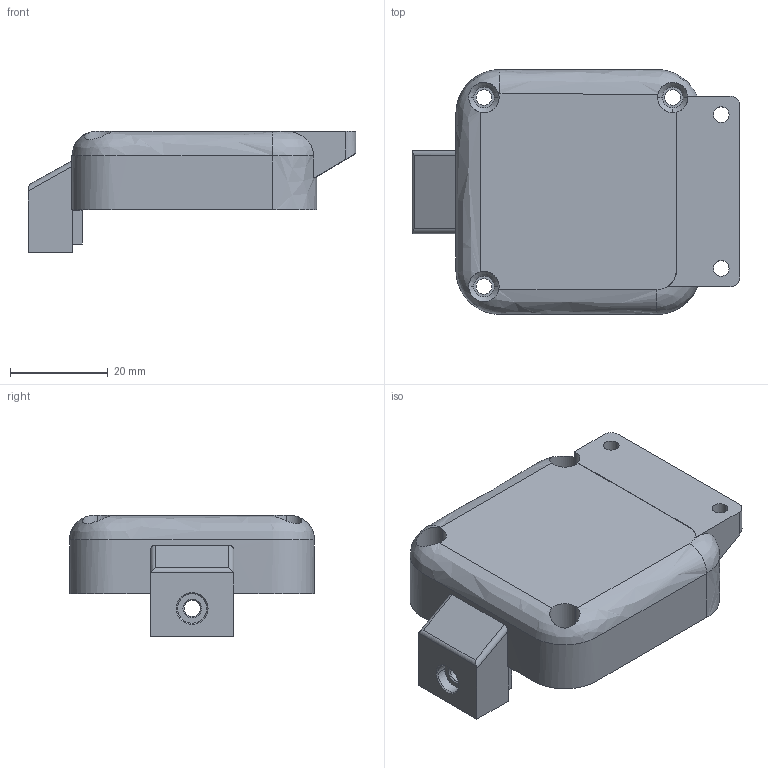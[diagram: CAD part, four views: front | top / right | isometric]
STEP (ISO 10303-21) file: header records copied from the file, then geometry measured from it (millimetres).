
FILE_DESCRIPTION (( 'STEP AP214' ), '1' );
FILE_NAME ('BMCU370x base Mounting Bracket for A1mini.STEP', '2025-03-24T10:21:23', ( '' ), ( '' ), 'SwSTEP 2.0', 'SolidWorks 2023', '' );
FILE_SCHEMA (( 'AUTOMOTIVE_DESIGN' ));
Length unit declared in the file: millimetre
Products named in the file (1): BMCU370x base Mounting Bracket for A1mini
Bounding box: 66.89 x 50 x 24.74 mm (x, y, z)
Volume: 27104.9 mm3; surface area: 11328.3 mm2
Topology: 1 solids, 1 shells, 101 faces, 269 edges, 172 vertices
Faces by surface type: plane 44, cylinder 29, cone 18, bspline 10
Entity records: 4516 total; most frequent: CARTESIAN_POINT 2045, ORIENTED_EDGE 538, DIRECTION 478, EDGE_CURVE 269, VERTEX_POINT 172, AXIS2_PLACEMENT_3D 161, VECTOR 156, LINE 156
